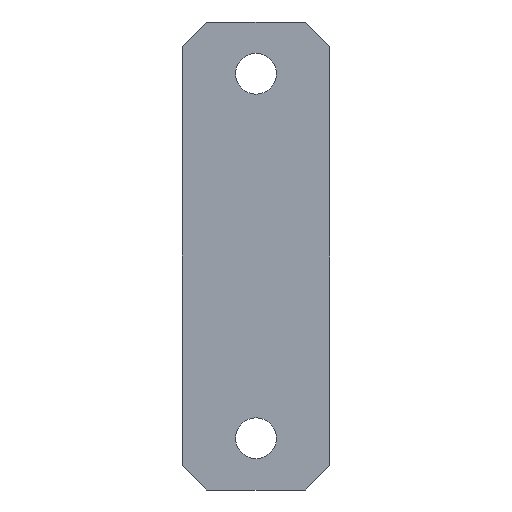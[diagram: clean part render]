
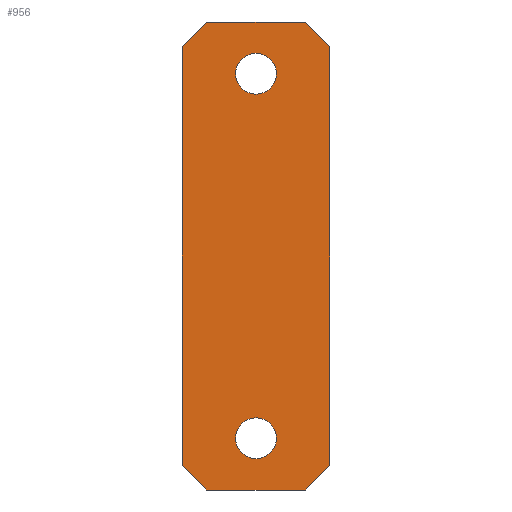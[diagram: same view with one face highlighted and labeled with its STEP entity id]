
A CAD part, front view. The second image highlights one B-rep face of the part: STEP entity #956.
In plain terms, the highlighted planar face has unit normal (0, -1, 0).
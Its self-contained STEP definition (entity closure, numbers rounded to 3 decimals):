
#30=FACE_BOUND('',#141,.T.);
#31=FACE_BOUND('',#142,.T.);
#38=CIRCLE('',#1040,4.15);
#39=CIRCLE('',#1041,4.15);
#81=FACE_OUTER_BOUND('',#140,.T.);
#140=EDGE_LOOP('',(#681,#682,#683,#684,#685,#686,#687,#688));
#141=EDGE_LOOP('',(#689));
#142=EDGE_LOOP('',(#690));
#210=LINE('',#1397,#315);
#216=LINE('',#1434,#321);
#225=LINE('',#1450,#330);
#232=LINE('',#1463,#337);
#233=LINE('',#1466,#338);
#234=LINE('',#1468,#339);
#235=LINE('',#1470,#340);
#236=LINE('',#1471,#341);
#315=VECTOR('',#1129,10.);
#321=VECTOR('',#1141,10.);
#330=VECTOR('',#1156,10.);
#337=VECTOR('',#1165,10.);
#338=VECTOR('',#1168,10.);
#339=VECTOR('',#1169,10.);
#340=VECTOR('',#1170,10.);
#341=VECTOR('',#1171,10.);
#419=VERTEX_POINT('',#1395);
#420=VERTEX_POINT('',#1396);
#425=VERTEX_POINT('',#1432);
#426=VERTEX_POINT('',#1433);
#430=VERTEX_POINT('',#1449);
#436=VERTEX_POINT('',#1465);
#437=VERTEX_POINT('',#1467);
#438=VERTEX_POINT('',#1469);
#439=VERTEX_POINT('',#1472);
#440=VERTEX_POINT('',#1474);
#504=EDGE_CURVE('',#419,#420,#210,.T.);
#513=EDGE_CURVE('',#425,#426,#216,.T.);
#522=EDGE_CURVE('',#426,#430,#225,.T.);
#529=EDGE_CURVE('',#420,#425,#232,.T.);
#530=EDGE_CURVE('',#436,#419,#233,.T.);
#531=EDGE_CURVE('',#437,#436,#234,.T.);
#532=EDGE_CURVE('',#438,#437,#235,.T.);
#533=EDGE_CURVE('',#430,#438,#236,.T.);
#534=EDGE_CURVE('',#439,#439,#38,.T.);
#535=EDGE_CURVE('',#440,#440,#39,.T.);
#681=ORIENTED_EDGE('',*,*,#513,.F.);
#682=ORIENTED_EDGE('',*,*,#529,.F.);
#683=ORIENTED_EDGE('',*,*,#504,.F.);
#684=ORIENTED_EDGE('',*,*,#530,.F.);
#685=ORIENTED_EDGE('',*,*,#531,.F.);
#686=ORIENTED_EDGE('',*,*,#532,.F.);
#687=ORIENTED_EDGE('',*,*,#533,.F.);
#688=ORIENTED_EDGE('',*,*,#522,.F.);
#689=ORIENTED_EDGE('',*,*,#534,.F.);
#690=ORIENTED_EDGE('',*,*,#535,.F.);
#912=PLANE('',#1039);
#956=ADVANCED_FACE('',(#81,#30,#31),#912,.F.);
#1039=AXIS2_PLACEMENT_3D('',#1464,#1166,#1167);
#1040=AXIS2_PLACEMENT_3D('',#1473,#1172,#1173);
#1041=AXIS2_PLACEMENT_3D('',#1475,#1174,#1175);
#1129=DIRECTION('',(-0.707,0.,-0.707));
#1141=DIRECTION('',(-0.707,0.,0.707));
#1156=DIRECTION('',(0.,0.,1.));
#1165=DIRECTION('',(-1.,0.,0.));
#1166=DIRECTION('center_axis',(0.,1.,0.));
#1167=DIRECTION('ref_axis',(0.,0.,1.));
#1168=DIRECTION('',(0.,0.,-1.));
#1169=DIRECTION('',(0.707,0.,-0.707));
#1170=DIRECTION('',(1.,0.,0.));
#1171=DIRECTION('',(0.707,0.,0.707));
#1172=DIRECTION('center_axis',(0.,-1.,0.));
#1173=DIRECTION('ref_axis',(-1.,0.,0.));
#1174=DIRECTION('center_axis',(0.,-1.,0.));
#1175=DIRECTION('ref_axis',(-1.,0.,0.));
#1395=CARTESIAN_POINT('',(15.,20.,273.038));
#1396=CARTESIAN_POINT('',(10.,20.,268.038));
#1397=CARTESIAN_POINT('',(20.625,20.,278.663));
#1432=CARTESIAN_POINT('',(-10.,20.,268.038));
#1433=CARTESIAN_POINT('',(-15.,20.,273.038));
#1434=CARTESIAN_POINT('',(-20.625,20.,278.663));
#1449=CARTESIAN_POINT('',(-15.,20.,358.038));
#1450=CARTESIAN_POINT('',(-15.,20.,268.038));
#1463=CARTESIAN_POINT('',(15.,20.,268.038));
#1464=CARTESIAN_POINT('Origin',(0.,20.,315.538));
#1465=CARTESIAN_POINT('',(15.,20.,358.038));
#1466=CARTESIAN_POINT('',(15.,20.,363.038));
#1467=CARTESIAN_POINT('',(10.,20.,363.038));
#1468=CARTESIAN_POINT('',(20.625,20.,352.413));
#1469=CARTESIAN_POINT('',(-10.,20.,363.038));
#1470=CARTESIAN_POINT('',(-15.,20.,363.038));
#1471=CARTESIAN_POINT('',(-20.625,20.,352.413));
#1472=CARTESIAN_POINT('',(4.15,20.,278.538));
#1473=CARTESIAN_POINT('Origin',(0.,20.,278.538));
#1474=CARTESIAN_POINT('',(4.15,20.,352.538));
#1475=CARTESIAN_POINT('Origin',(0.,20.,352.538));
